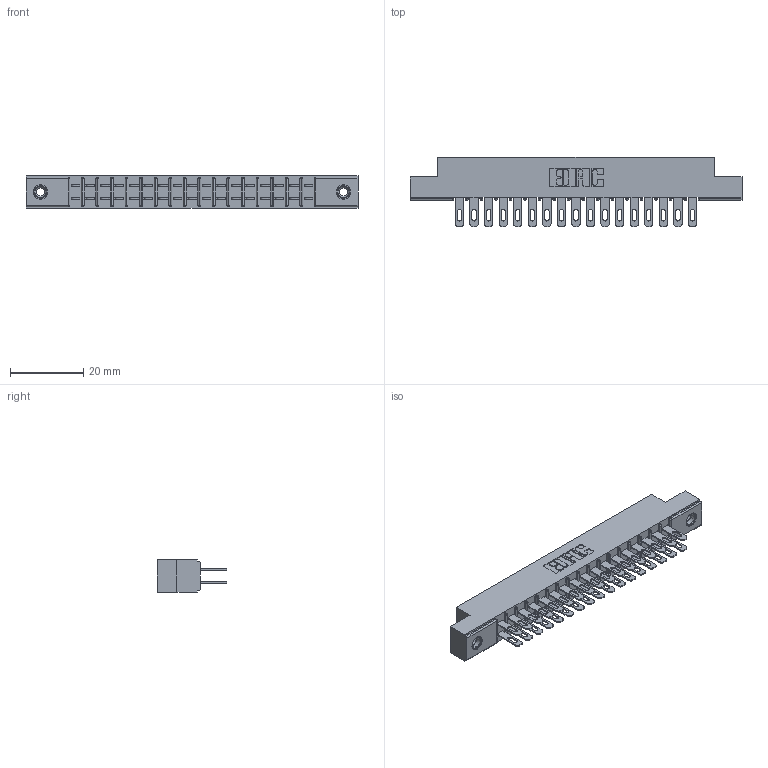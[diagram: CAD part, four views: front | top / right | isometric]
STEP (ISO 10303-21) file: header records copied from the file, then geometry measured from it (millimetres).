
FILE_DESCRIPTION (( 'STEP AP203' ), '1' );
FILE_NAME ('305-034-500-208.STEP', '2019-09-09T16:58:58', ( '' ), ( '' ), 'SwSTEP 2.0', 'SolidWorks 2016', '' );
FILE_SCHEMA (( 'CONFIG_CONTROL_DESIGN' ));
Length unit declared in the file: inch
Products named in the file (4): 345-250-001_345-250-003-102; 305-290-001_500; 305-034-500-208; 305 Part_.156 Dia
Assembly tree (37 placements, depth 2):
  305-034-500-208
    305 Part_.156 Dia
    305-290-001_500  x34
    345-250-001_345-250-003-102  x2
Bounding box: 90.37 x 18.85 x 8.71 mm (x, y, z)
Volume: 5770 mm3; surface area: 11234.8 mm2
Topology: 37 solids, 37 shells, 1876 faces, 5331 edges, 3454 vertices
Faces by surface type: plane 1052, cylinder 740, sphere 68, cone 12, torus 4
Entity records: 22657 total; most frequent: CARTESIAN_POINT 3732, ORIENTED_EDGE 3694, DIRECTION 3643, EDGE_CURVE 1847, VECTOR 1461, LINE 1461, VERTEX_POINT 1180, AXIS2_PLACEMENT_3D 1091
